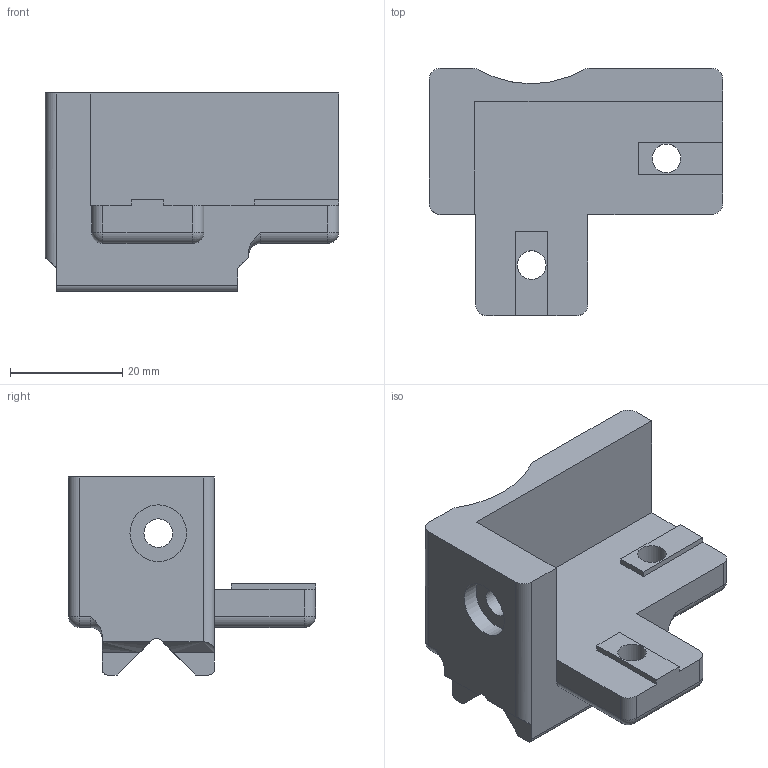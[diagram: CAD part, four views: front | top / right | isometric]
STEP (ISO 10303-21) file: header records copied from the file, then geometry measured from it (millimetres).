
FILE_DESCRIPTION(/* description */ (''),/* implementation_level */ '2;1');
FILE_NAME(/* name */ 'magnet 2 point bed mount.step',/* time_stamp */ '2021-02-22T01:23:46-05:00',/* author */ (''),/* organization */ (''),/* preprocessor_version */ 'ST-DEVELOPER v18.1',/* originating_system */ 'Autodesk Translation Framework v9.7.1.1290',/* authorisation */ '');
FILE_SCHEMA (('AUTOMOTIVE_DESIGN { 1 0 10303 214 3 1 1 }'));
Length unit declared in the file: millimetre
Products named in the file (1): magnet 2 point bed mount
Bounding box: 52.23 x 44 x 35.25 mm (x, y, z)
Volume: 22215.7 mm3; surface area: 9381.3 mm2
Topology: 1 solids, 1 shells, 91 faces, 228 edges, 143 vertices
Faces by surface type: plane 47, cylinder 28, sphere 7, bspline 5, torus 4
Full cylindrical faces by diameter (mm): 5.1 x3, 10.1 x3
Entity records: 2884 total; most frequent: CARTESIAN_POINT 658, ORIENTED_EDGE 456, DIRECTION 447, EDGE_CURVE 228, AXIS2_PLACEMENT_3D 151, LINE 145, VECTOR 145, VERTEX_POINT 143
